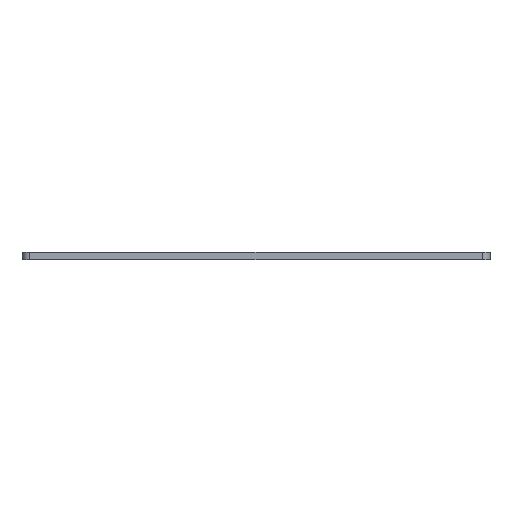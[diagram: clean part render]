
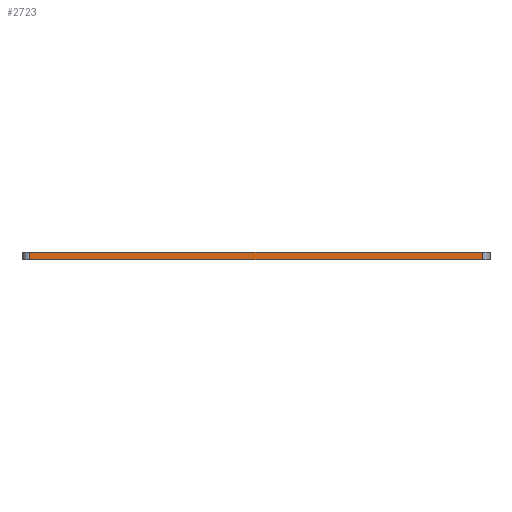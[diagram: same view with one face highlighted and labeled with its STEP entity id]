
A CAD part, left-side view. The second image highlights one B-rep face of the part: STEP entity #2723.
In plain terms, the highlighted planar face has unit normal (-1, 0, 0).
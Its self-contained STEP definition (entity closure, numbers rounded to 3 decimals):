
#1720=CARTESIAN_POINT('',(-20.0,29.,0.5));
#1721=VERTEX_POINT('',#1720);
#1729=CARTESIAN_POINT('',(-20.0,-29.,0.5));
#1730=VERTEX_POINT('',#1729);
#1731=CARTESIAN_POINT('',(-20.0,-29.,0.5));
#1732=DIRECTION('',(0.0,1.0,0.0));
#1733=VECTOR('',#1732,58.);
#1734=LINE('',#1731,#1733);
#1735=EDGE_CURVE('',#1730,#1721,#1734,.T.);
#2423=CARTESIAN_POINT('',(-20.0,-29.,-0.5));
#2424=VERTEX_POINT('',#2423);
#2432=CARTESIAN_POINT('',(-20.0,29.,-0.5));
#2433=VERTEX_POINT('',#2432);
#2434=CARTESIAN_POINT('',(-20.0,29.,-0.5));
#2435=DIRECTION('',(0.0,-1.0,0.0));
#2436=VECTOR('',#2435,58.);
#2437=LINE('',#2434,#2436);
#2438=EDGE_CURVE('',#2433,#2424,#2437,.T.);
#2698=CARTESIAN_POINT('',(-20.0,-29.,0.5));
#2699=DIRECTION('',(0.0,0.0,-1.0));
#2700=VECTOR('',#2699,1.0);
#2701=LINE('',#2698,#2700);
#2702=EDGE_CURVE('',#1730,#2424,#2701,.T.);
#2707=CARTESIAN_POINT('',(-20.0,-30.0,0.0));
#2708=DIRECTION('',(-1.0,0.0,0.0));
#2709=DIRECTION('',(0.0,0.0,1.0));
#2710=AXIS2_PLACEMENT_3D('',#2707,#2708,#2709);
#2711=PLANE('',#2710);
#2712=ORIENTED_EDGE('',*,*,#2702,.F.);
#2713=ORIENTED_EDGE('',*,*,#1735,.T.);
#2714=CARTESIAN_POINT('',(-20.0,29.,-0.5));
#2715=DIRECTION('',(0.0,0.0,1.0));
#2716=VECTOR('',#2715,1.0);
#2717=LINE('',#2714,#2716);
#2718=EDGE_CURVE('',#2433,#1721,#2717,.T.);
#2719=ORIENTED_EDGE('',*,*,#2718,.F.);
#2720=ORIENTED_EDGE('',*,*,#2438,.T.);
#2721=EDGE_LOOP('',(#2712,#2713,#2719,#2720));
#2722=FACE_OUTER_BOUND('',#2721,.T.);
#2723=ADVANCED_FACE('',(#2722),#2711,.T.);
